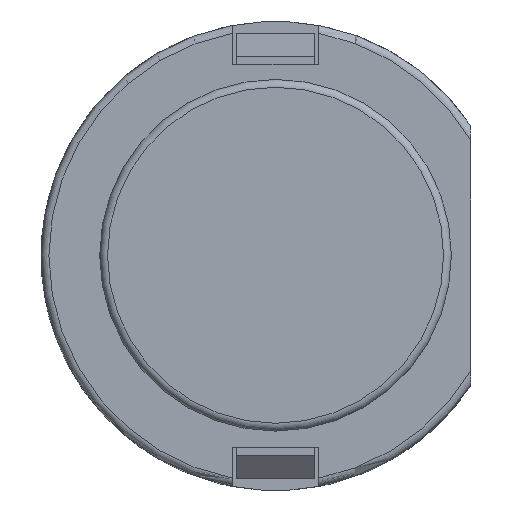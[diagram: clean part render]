
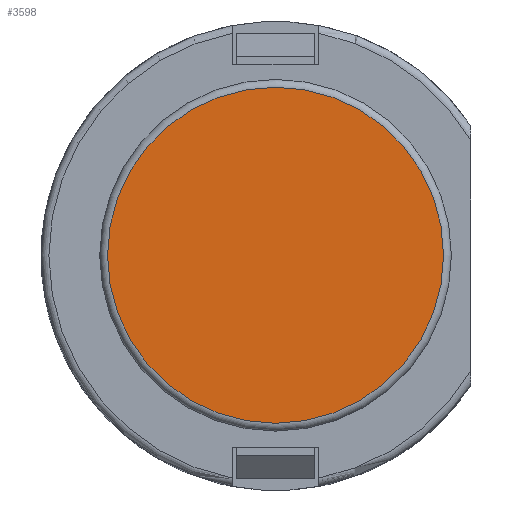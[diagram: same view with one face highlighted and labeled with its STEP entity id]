
A CAD part, top view. The second image highlights one B-rep face of the part: STEP entity #3598.
In plain terms, the highlighted planar face has unit normal (0, 0, 1).
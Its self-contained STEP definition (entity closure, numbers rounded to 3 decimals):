
#3501 = TOROIDAL_SURFACE('',#3502,4.3,0.2);
#3502 = AXIS2_PLACEMENT_3D('',#3503,#3504,#3505);
#3503 = CARTESIAN_POINT('',(0.,0.,11.8));
#3504 = DIRECTION('',(0.,0.,1.));
#3505 = DIRECTION('',(1.,0.,0.));
#3545 = VERTEX_POINT('',#3546);
#3546 = CARTESIAN_POINT('',(4.3,0.,12.));
#3568 = EDGE_CURVE('',#3545,#3545,#3569,.T.);
#3569 = SURFACE_CURVE('',#3570,(#3575,#3582),.PCURVE_S1.);
#3570 = CIRCLE('',#3571,4.3);
#3571 = AXIS2_PLACEMENT_3D('',#3572,#3573,#3574);
#3572 = CARTESIAN_POINT('',(0.,0.,12.));
#3573 = DIRECTION('',(0.,0.,1.));
#3574 = DIRECTION('',(1.,0.,0.));
#3575 = PCURVE('',#3501,#3576);
#3576 = DEFINITIONAL_REPRESENTATION('',(#3577),#3581);
#3577 = LINE('',#3578,#3579);
#3578 = CARTESIAN_POINT('',(0.,1.571));
#3579 = VECTOR('',#3580,1.);
#3580 = DIRECTION('',(1.,0.));
#3581 = ( GEOMETRIC_REPRESENTATION_CONTEXT(2) 
PARAMETRIC_REPRESENTATION_CONTEXT() REPRESENTATION_CONTEXT('2D SPACE',''
  ) );
#3582 = PCURVE('',#3583,#3588);
#3583 = PLANE('',#3584);
#3584 = AXIS2_PLACEMENT_3D('',#3585,#3586,#3587);
#3585 = CARTESIAN_POINT('',(0.,0.,12.));
#3586 = DIRECTION('',(0.,0.,1.));
#3587 = DIRECTION('',(1.,0.,0.));
#3588 = DEFINITIONAL_REPRESENTATION('',(#3589),#3593);
#3589 = CIRCLE('',#3590,4.3);
#3590 = AXIS2_PLACEMENT_2D('',#3591,#3592);
#3591 = CARTESIAN_POINT('',(0.,0.));
#3592 = DIRECTION('',(1.,0.));
#3593 = ( GEOMETRIC_REPRESENTATION_CONTEXT(2) 
PARAMETRIC_REPRESENTATION_CONTEXT() REPRESENTATION_CONTEXT('2D SPACE',''
  ) );
#3598 = ADVANCED_FACE('',(#3599),#3583,.T.);
#3599 = FACE_BOUND('',#3600,.T.);
#3600 = EDGE_LOOP('',(#3601));
#3601 = ORIENTED_EDGE('',*,*,#3568,.T.);
